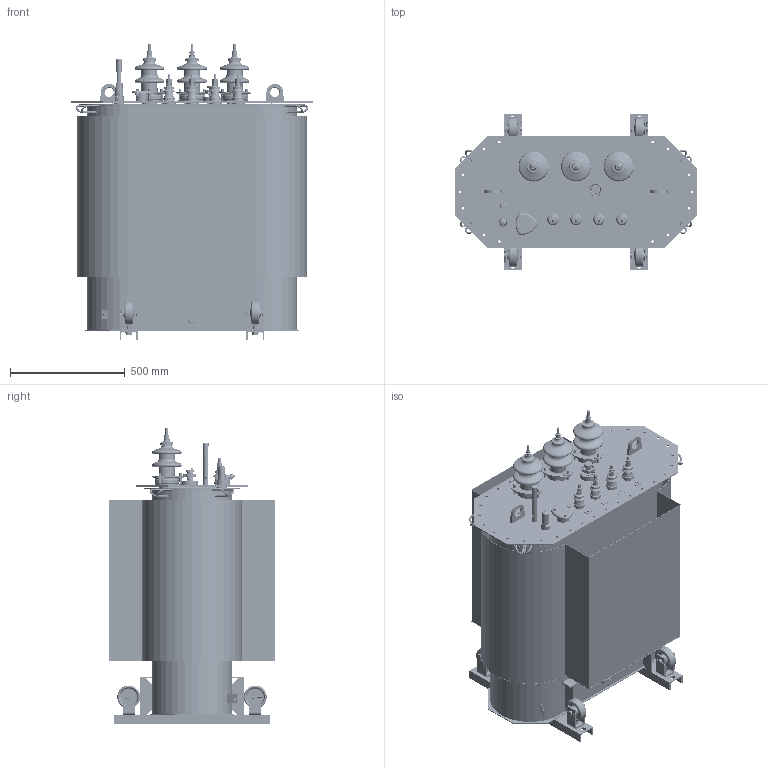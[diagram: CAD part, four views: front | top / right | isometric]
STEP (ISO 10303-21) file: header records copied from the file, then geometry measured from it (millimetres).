
FILE_DESCRIPTION(/* description */ (''),/* implementation_level */ '2;1');
FILE_NAME(/* name */ 'ВИЕЛ.672233.054 упр.stp',/* time_stamp */ '2019-07-22T13:38:15+03:00',/* author */ ('56691'),/* organization */ (''),/* preprocessor_version */ 'ST-DEVELOPER v15.2',/* originating_system */ 'Autodesk Inventor 2014',/* authorisation */ '');
FILE_SCHEMA (('AUTOMOTIVE_DESIGN { 1 0 10303 214 3 1 1 }'));
Products named in the file (1): ВИЕЛ.672233.054 \X2\0443043F0440043E

Bounding box: 1050 x 723.97 x 1290.4 mm (x, y, z)
Volume: 9813886.7 mm3; surface area: 10486812.7 mm2
Topology: 120 solids, 136 shells, 9388 faces, 23716 edges, 14431 vertices
Faces by surface type: plane 3804, cylinder 2453, bspline 1703, torus 899, cone 272, sphere 257
Full cylindrical faces by diameter (mm): 0.5 x1, 1.5 x7, 1.6 x3, 2 x14, 2.5 x6, 3 x29, 3.5 x2, 4 x8, 4.134 x1, 4.243 x1, 4.42 x3, 4.8 x2, 4.95 x1, 5 x86, 5.1 x22, 5.5 x6, 5.6 x48, 6 x14, 6.5 x3, 6.633 x1, 7 x1, 7.5 x1, 7.92 x3, 8 x31, 8.5 x3, 8.746 x9, 9 x3, 9.5 x1, 10 x17, 10.2 x1
Entity records: 321002 total; most frequent: CARTESIAN_POINT 102704, ORIENTED_EDGE 43700, DIRECTION 40234, EDGE_CURVE 21682, AXIS2_PLACEMENT_3D 14875, VERTEX_POINT 14132, EDGE_LOOP 11792, LINE 10484
